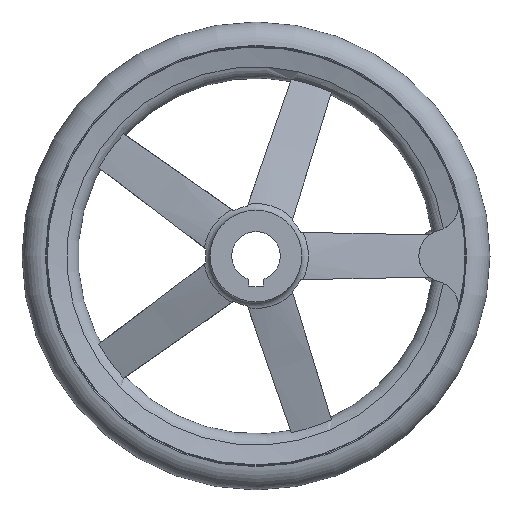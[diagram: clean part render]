
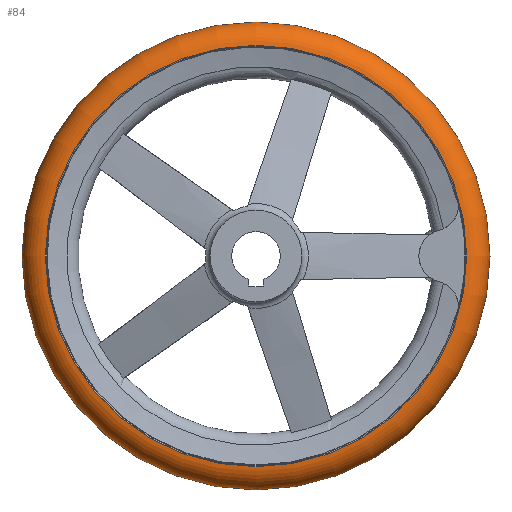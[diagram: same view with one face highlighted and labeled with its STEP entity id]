
A CAD part, front view. The second image highlights one B-rep face of the part: STEP entity #84.
In plain terms, the highlighted toroidal (fillet/blend) face has major radius 112 mm and minor radius 13 mm.
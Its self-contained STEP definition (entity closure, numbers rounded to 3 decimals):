
#84 = ADVANCED_FACE( '', ( #218, #219, #220 ), #221, .T. );
#218 = FACE_BOUND( '', #424, .T. );
#219 = FACE_OUTER_BOUND( '', #425, .T. );
#220 = FACE_OUTER_BOUND( '', #426, .T. );
#221 = TOROIDAL_SURFACE( '', #427, 112., 13. );
#424 = VERTEX_LOOP( '', #663 );
#425 = EDGE_LOOP( '', ( #664 ) );
#426 = EDGE_LOOP( '', ( #665 ) );
#427 = AXIS2_PLACEMENT_3D( '', #666, #667, #668 );
#663 = VERTEX_POINT( '', #1191 );
#664 = ORIENTED_EDGE( '', *, *, #1192, .T. );
#665 = ORIENTED_EDGE( '', *, *, #1193, .F. );
#666 = CARTESIAN_POINT( '', ( 0., 37., 0. ) );
#667 = DIRECTION( '', ( 0., -1., 0. ) );
#668 = DIRECTION( '', ( 0., 0., -1. ) );
#1191 = CARTESIAN_POINT( '', ( 0., 37., -125. ) );
#1192 = EDGE_CURVE( '', #1405, #1405, #1406, .T. );
#1193 = EDGE_CURVE( '', #1407, #1407, #1408, .T. );
#1405 = VERTEX_POINT( '', #1756 );
#1406 = CIRCLE( '', #1757, 112.542 );
#1407 = VERTEX_POINT( '', #1758 );
#1408 = CIRCLE( '', #1759, 112.542 );
#1756 = CARTESIAN_POINT( '', ( 0., 49.989, -112.542 ) );
#1757 = AXIS2_PLACEMENT_3D( '', #2657, #2658, #2659 );
#1758 = CARTESIAN_POINT( '', ( 0., 24.011, -112.542 ) );
#1759 = AXIS2_PLACEMENT_3D( '', #2660, #2661, #2662 );
#2657 = CARTESIAN_POINT( '', ( 0., 49.989, 0. ) );
#2658 = DIRECTION( '', ( 0., -1., 0. ) );
#2659 = DIRECTION( '', ( 0., 0., -1. ) );
#2660 = CARTESIAN_POINT( '', ( 0., 24.011, 0. ) );
#2661 = DIRECTION( '', ( 0., -1., 0. ) );
#2662 = DIRECTION( '', ( 0., 0., -1. ) );
